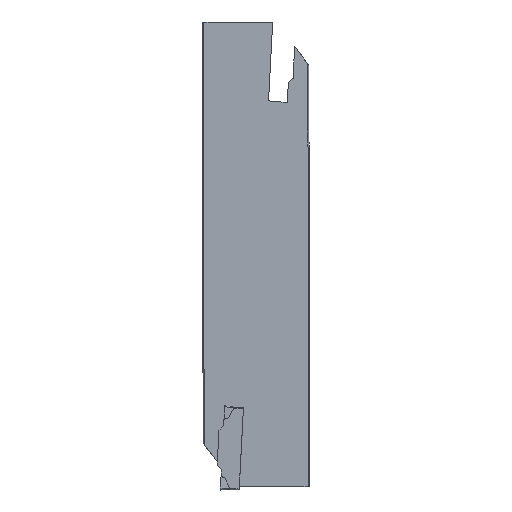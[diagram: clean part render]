
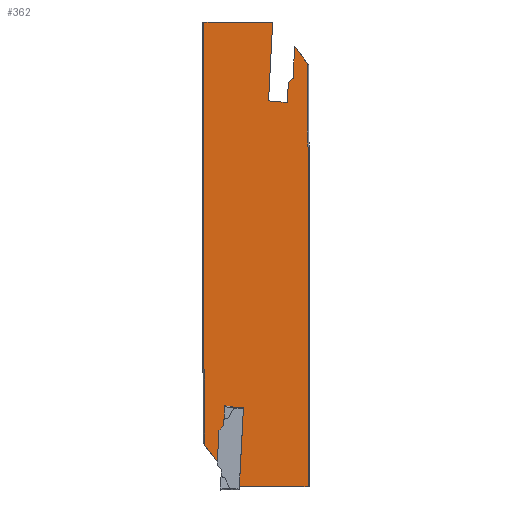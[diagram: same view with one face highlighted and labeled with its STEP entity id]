
A CAD part, left-side view. The second image highlights one B-rep face of the part: STEP entity #362.
In plain terms, the highlighted planar face has unit normal (-1, 0, 0).
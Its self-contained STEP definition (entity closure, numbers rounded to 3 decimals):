
#362=ADVANCED_FACE('',(#478),#426,.T.);
#426=PLANE('',#1577);
#478=FACE_OUTER_BOUND('',#544,.T.);
#544=EDGE_LOOP('',(#648,#649,#650,#651,#652,#653,#654,#655,#656,#657,#658,
#659,#660,#661,#662,#663,#664,#665,#666,#667,#668,#669));
#610=CIRCLE('',#1575,40.315);
#611=CIRCLE('',#1576,40.315);
#648=ORIENTED_EDGE('',*,*,#1130,.F.);
#649=ORIENTED_EDGE('',*,*,#1131,.F.);
#650=ORIENTED_EDGE('',*,*,#1132,.F.);
#651=ORIENTED_EDGE('',*,*,#1133,.F.);
#652=ORIENTED_EDGE('',*,*,#1134,.F.);
#653=ORIENTED_EDGE('',*,*,#1135,.F.);
#654=ORIENTED_EDGE('',*,*,#1136,.T.);
#655=ORIENTED_EDGE('',*,*,#1137,.T.);
#656=ORIENTED_EDGE('',*,*,#1138,.F.);
#657=ORIENTED_EDGE('',*,*,#1139,.T.);
#658=ORIENTED_EDGE('',*,*,#1140,.F.);
#659=ORIENTED_EDGE('',*,*,#1141,.F.);
#660=ORIENTED_EDGE('',*,*,#1142,.F.);
#661=ORIENTED_EDGE('',*,*,#1143,.F.);
#662=ORIENTED_EDGE('',*,*,#1144,.F.);
#663=ORIENTED_EDGE('',*,*,#1145,.F.);
#664=ORIENTED_EDGE('',*,*,#1146,.F.);
#665=ORIENTED_EDGE('',*,*,#1147,.F.);
#666=ORIENTED_EDGE('',*,*,#1148,.F.);
#667=ORIENTED_EDGE('',*,*,#1149,.F.);
#668=ORIENTED_EDGE('',*,*,#1150,.T.);
#669=ORIENTED_EDGE('',*,*,#1151,.T.);
#1008=VERTEX_POINT('',#2059);
#1009=VERTEX_POINT('',#2060);
#1010=VERTEX_POINT('',#2062);
#1011=VERTEX_POINT('',#2064);
#1012=VERTEX_POINT('',#2066);
#1013=VERTEX_POINT('',#2068);
#1014=VERTEX_POINT('',#2070);
#1015=VERTEX_POINT('',#2072);
#1016=VERTEX_POINT('',#2074);
#1017=VERTEX_POINT('',#2076);
#1018=VERTEX_POINT('',#2078);
#1019=VERTEX_POINT('',#2080);
#1020=VERTEX_POINT('',#2082);
#1021=VERTEX_POINT('',#2084);
#1022=VERTEX_POINT('',#2086);
#1023=VERTEX_POINT('',#2088);
#1024=VERTEX_POINT('',#2090);
#1025=VERTEX_POINT('',#2092);
#1026=VERTEX_POINT('',#2094);
#1027=VERTEX_POINT('',#2096);
#1028=VERTEX_POINT('',#2098);
#1029=VERTEX_POINT('',#2100);
#1130=EDGE_CURVE('',#1008,#1009,#1302,.T.);
#1131=EDGE_CURVE('',#1010,#1008,#1303,.T.);
#1132=EDGE_CURVE('',#1011,#1010,#1304,.T.);
#1133=EDGE_CURVE('',#1012,#1011,#1305,.T.);
#1134=EDGE_CURVE('',#1013,#1012,#1306,.T.);
#1135=EDGE_CURVE('',#1014,#1013,#1307,.T.);
#1136=EDGE_CURVE('',#1014,#1015,#1308,.T.);
#1137=EDGE_CURVE('',#1015,#1016,#1309,.T.);
#1138=EDGE_CURVE('',#1017,#1016,#610,.T.);
#1139=EDGE_CURVE('',#1017,#1018,#1310,.T.);
#1140=EDGE_CURVE('',#1019,#1018,#1311,.T.);
#1141=EDGE_CURVE('',#1020,#1019,#1312,.T.);
#1142=EDGE_CURVE('',#1021,#1020,#1313,.T.);
#1143=EDGE_CURVE('',#1022,#1021,#1314,.T.);
#1144=EDGE_CURVE('',#1023,#1022,#1315,.T.);
#1145=EDGE_CURVE('',#1024,#1023,#1316,.T.);
#1146=EDGE_CURVE('',#1025,#1024,#1317,.T.);
#1147=EDGE_CURVE('',#1026,#1025,#1318,.T.);
#1148=EDGE_CURVE('',#1027,#1026,#1319,.T.);
#1149=EDGE_CURVE('',#1028,#1027,#611,.T.);
#1150=EDGE_CURVE('',#1028,#1029,#1320,.T.);
#1151=EDGE_CURVE('',#1029,#1009,#1321,.T.);
#1302=LINE('',#2058,#1436);
#1303=LINE('',#2061,#1437);
#1304=LINE('',#2063,#1438);
#1305=LINE('',#2065,#1439);
#1306=LINE('',#2067,#1440);
#1307=LINE('',#2069,#1441);
#1308=LINE('',#2071,#1442);
#1309=LINE('',#2073,#1443);
#1310=LINE('',#2077,#1444);
#1311=LINE('',#2079,#1445);
#1312=LINE('',#2081,#1446);
#1313=LINE('',#2083,#1447);
#1314=LINE('',#2085,#1448);
#1315=LINE('',#2087,#1449);
#1316=LINE('',#2089,#1450);
#1317=LINE('',#2091,#1451);
#1318=LINE('',#2093,#1452);
#1319=LINE('',#2095,#1453);
#1320=LINE('',#2099,#1454);
#1321=LINE('',#2101,#1455);
#1436=VECTOR('',#1681,1.);
#1437=VECTOR('',#1682,1.);
#1438=VECTOR('',#1683,1.);
#1439=VECTOR('',#1684,1.);
#1440=VECTOR('',#1685,1.);
#1441=VECTOR('',#1686,1.);
#1442=VECTOR('',#1687,1.);
#1443=VECTOR('',#1688,1.);
#1444=VECTOR('',#1691,1.);
#1445=VECTOR('',#1692,1.);
#1446=VECTOR('',#1693,1.);
#1447=VECTOR('',#1694,1.);
#1448=VECTOR('',#1695,1.);
#1449=VECTOR('',#1696,1.);
#1450=VECTOR('',#1697,1.);
#1451=VECTOR('',#1698,1.);
#1452=VECTOR('',#1699,1.);
#1453=VECTOR('',#1700,1.);
#1454=VECTOR('',#1703,1.);
#1455=VECTOR('',#1704,1.);
#1575=AXIS2_PLACEMENT_3D('',#2075,#1689,#1690);
#1576=AXIS2_PLACEMENT_3D('',#2097,#1701,#1702);
#1577=AXIS2_PLACEMENT_3D('',#2102,#1705,#1706);
#1681=DIRECTION('',(0.,-0.052,0.999));
#1682=DIRECTION('',(0.,-0.743,0.669));
#1683=DIRECTION('',(0.,-0.052,0.999));
#1684=DIRECTION('',(0.,-0.985,-0.174));
#1685=DIRECTION('',(0.,-0.999,-0.052));
#1686=DIRECTION('',(0.,0.052,-0.999));
#1687=DIRECTION('',(0.,1.,0.));
#1688=DIRECTION('',(0.,0.,-1.));
#1689=DIRECTION('',(-1.,0.,0.));
#1690=DIRECTION('',(0.,-1.,0.));
#1691=DIRECTION('',(0.,0.,-1.));
#1692=DIRECTION('',(0.,0.602,0.799));
#1693=DIRECTION('',(0.,0.052,-0.999));
#1694=DIRECTION('',(0.,0.743,-0.669));
#1695=DIRECTION('',(0.,0.052,-0.999));
#1696=DIRECTION('',(0.,0.985,0.174));
#1697=DIRECTION('',(0.,0.999,0.052));
#1698=DIRECTION('',(0.,-0.052,0.999));
#1699=DIRECTION('',(0.,1.,0.));
#1700=DIRECTION('',(0.,0.,-1.));
#1701=DIRECTION('',(-1.,0.,0.));
#1702=DIRECTION('',(0.,-1.,0.));
#1703=DIRECTION('',(0.,0.,1.));
#1704=DIRECTION('',(0.,0.602,0.799));
#1705=DIRECTION('',(-1.,0.,0.));
#1706=DIRECTION('',(0.,-1.,0.));
#2058=CARTESIAN_POINT('',(-2.35,3.478,0.149));
#2059=CARTESIAN_POINT('',(-2.35,4.188,-13.382));
#2060=CARTESIAN_POINT('',(-2.35,3.791,-5.808));
#2061=CARTESIAN_POINT('',(-2.35,-4.431,-5.621));
#2062=CARTESIAN_POINT('',(-2.35,5.296,-14.379));
#2063=CARTESIAN_POINT('',(-2.35,4.531,0.204));
#2064=CARTESIAN_POINT('',(-2.35,5.547,-19.173));
#2065=CARTESIAN_POINT('',(-2.35,4.057,-19.435));
#2066=CARTESIAN_POINT('',(-2.35,7.567,-18.816));
#2067=CARTESIAN_POINT('',(-2.35,1.632,-19.127));
#2068=CARTESIAN_POINT('',(-2.35,9.982,-18.69));
#2069=CARTESIAN_POINT('',(-2.35,8.979,0.438));
#2070=CARTESIAN_POINT('',(-2.35,9.002,0.));
#2071=CARTESIAN_POINT('',(-2.35,0.63,0.));
#2072=CARTESIAN_POINT('',(-2.35,25.27,0.));
#2073=CARTESIAN_POINT('',(-2.35,25.27,0.));
#2074=CARTESIAN_POINT('',(-2.35,25.27,-81.941));
#2075=CARTESIAN_POINT('',(-2.35,65.4,-85.8));
#2076=CARTESIAN_POINT('',(-2.35,25.085,-85.8));
#2077=CARTESIAN_POINT('',(-2.35,25.085,0.));
#2078=CARTESIAN_POINT('',(-2.35,25.085,-100.179));
#2079=CARTESIAN_POINT('',(-2.35,64.377,-48.037));
#2080=CARTESIAN_POINT('',(-2.35,22.106,-104.132));
#2081=CARTESIAN_POINT('',(-2.35,16.605,0.837));
#2082=CARTESIAN_POINT('',(-2.35,21.712,-96.618));
#2083=CARTESIAN_POINT('',(-2.35,-37.975,-42.875));
#2084=CARTESIAN_POINT('',(-2.35,20.604,-95.621));
#2085=CARTESIAN_POINT('',(-2.35,15.552,0.782));
#2086=CARTESIAN_POINT('',(-2.35,20.353,-90.827));
#2087=CARTESIAN_POINT('',(-2.35,16.757,-91.462));
#2088=CARTESIAN_POINT('',(-2.35,18.333,-91.184));
#2089=CARTESIAN_POINT('',(-2.35,5.444,-91.859));
#2090=CARTESIAN_POINT('',(-2.35,15.918,-91.31));
#2091=CARTESIAN_POINT('',(-2.35,11.104,0.549));
#2092=CARTESIAN_POINT('',(-2.35,16.898,-110.));
#2093=CARTESIAN_POINT('',(-2.35,0.63,-110.));
#2094=CARTESIAN_POINT('',(-2.35,0.63,-110.));
#2095=CARTESIAN_POINT('',(-2.35,0.63,0.));
#2096=CARTESIAN_POINT('',(-2.35,0.63,-29.659));
#2097=CARTESIAN_POINT('',(-2.35,-39.5,-25.8));
#2098=CARTESIAN_POINT('',(-2.35,0.815,-25.8));
#2099=CARTESIAN_POINT('',(-2.35,0.815,0.));
#2100=CARTESIAN_POINT('',(-2.35,0.815,-9.757));
#2101=CARTESIAN_POINT('',(-2.35,5.437,-3.623));
#2102=CARTESIAN_POINT('',(-2.35,0.63,0.));
